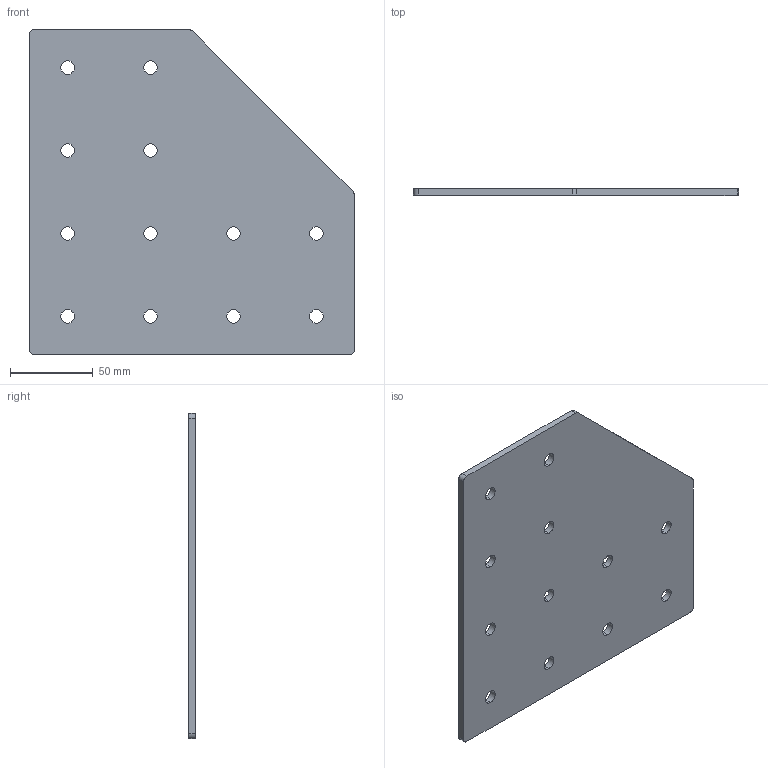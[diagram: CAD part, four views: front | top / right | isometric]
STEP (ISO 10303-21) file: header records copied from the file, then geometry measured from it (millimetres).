
FILE_DESCRIPTION (( 'STEP AP214' ), '1' );
FILE_NAME ('X21 Ã-ñîåäèíèòåëü 200õ200.STEP', '2019-12-12T11:30:03', ( 'Windows User' ), ( '' ), 'SwSTEP 2.0', 'SolidWorks 2019', '' );
FILE_SCHEMA (( 'AUTOMOTIVE_DESIGN' ));
Length unit declared in the file: millimetre
Products named in the file (1): X21 Ã-ñîåäèíèòåëü 200õ200
Bounding box: 196 x 4 x 196 mm (x, y, z)
Volume: 131570.3 mm3; surface area: 69909.6 mm2
Topology: 1 solids, 1 shells, 36 faces, 102 edges, 68 vertices
Faces by surface type: cylinder 29, plane 7
Entity records: 1286 total; most frequent: DIRECTION 234, CARTESIAN_POINT 207, ORIENTED_EDGE 204, EDGE_CURVE 102, AXIS2_PLACEMENT_3D 95, VERTEX_POINT 68, EDGE_LOOP 60, CIRCLE 58
